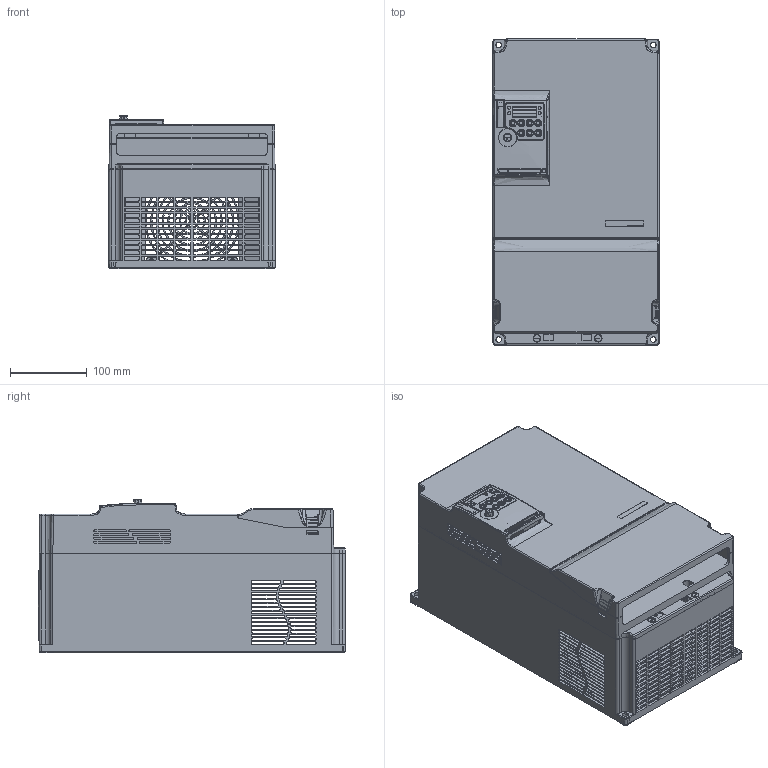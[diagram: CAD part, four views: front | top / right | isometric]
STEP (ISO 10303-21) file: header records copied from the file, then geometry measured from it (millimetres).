
FILE_DESCRIPTION((''),'2;1');
FILE_NAME('NZ200-30-37KW-3D_ASM','2021-04-01T08:48:33',('CHEN'),(''),'CREO PARAMETRIC BY PTC INC, 2020053','CREO PARAMETRIC BY PTC INC, 2020053','');
FILE_SCHEMA(('CONFIG_CONTROL_DESIGN'));
Products named in the file (2): _NZ200-30-37KW-3D; NZ200-30-37KW-3D_ASM
Assembly tree (1 placements, depth 2):
  NZ200-30-37KW-3D_ASM
    _NZ200-30-37KW-3D
Bounding box: 217.03 x 401.6 x 201 mm (x, y, z)
Volume: 4283.4 mm3; surface area: 1041359.9 mm2
Topology: 7 solids, 922 shells, 3689 faces, 12921 edges, 9666 vertices
Faces by surface type: plane 1993, cylinder 1079, torus 252, cone 200, bspline 145, sphere 12, extrusion 8
Entity records: 152149 total; most frequent: CARTESIAN_POINT 52065, ORIENTED_EDGE 18492, DIRECTION 17272, EDGE_CURVE 12857, VERTEX_POINT 9658, VECTOR 6838, LINE 6830, AXIS2_PLACEMENT_3D 5217
